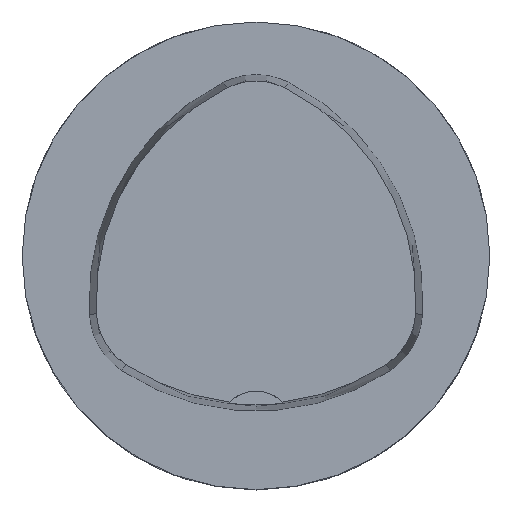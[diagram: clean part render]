
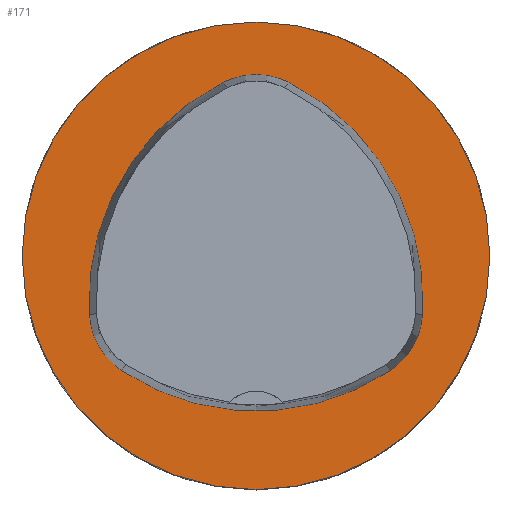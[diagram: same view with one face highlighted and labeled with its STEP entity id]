
A CAD part, top view. The second image highlights one B-rep face of the part: STEP entity #171.
In plain terms, the highlighted planar face has unit normal (0, 0, 1).
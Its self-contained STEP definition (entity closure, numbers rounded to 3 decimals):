
#113=PLANE('',#742);
#171=ADVANCED_FACE('',(#217,#218),#113,.T.);
#217=FACE_BOUND('',#286,.T.);
#218=FACE_BOUND('',#287,.T.);
#286=EDGE_LOOP('',(#407));
#287=EDGE_LOOP('',(#408,#409,#410,#411,#412,#413));
#407=ORIENTED_EDGE('',*,*,#591,.F.);
#408=ORIENTED_EDGE('',*,*,#578,.T.);
#409=ORIENTED_EDGE('',*,*,#576,.T.);
#410=ORIENTED_EDGE('',*,*,#574,.T.);
#411=ORIENTED_EDGE('',*,*,#572,.T.);
#412=ORIENTED_EDGE('',*,*,#570,.T.);
#413=ORIENTED_EDGE('',*,*,#567,.T.);
#507=VERTEX_POINT('',#1076);
#508=VERTEX_POINT('',#1077);
#509=VERTEX_POINT('',#1082);
#510=VERTEX_POINT('',#1086);
#511=VERTEX_POINT('',#1090);
#512=VERTEX_POINT('',#1094);
#521=VERTEX_POINT('',#1126);
#567=EDGE_CURVE('',#507,#508,#639,.T.);
#570=EDGE_CURVE('',#509,#507,#640,.T.);
#572=EDGE_CURVE('',#510,#509,#641,.T.);
#574=EDGE_CURVE('',#511,#510,#642,.T.);
#576=EDGE_CURVE('',#512,#511,#643,.T.);
#578=EDGE_CURVE('',#508,#512,#644,.T.);
#591=EDGE_CURVE('',#521,#521,#645,.T.);
#639=CIRCLE('',#719,52.);
#640=CIRCLE('',#721,15.5);
#641=CIRCLE('',#723,52.);
#642=CIRCLE('',#725,15.5);
#643=CIRCLE('',#727,52.);
#644=CIRCLE('',#729,15.5);
#645=CIRCLE('',#741,50.);
#719=AXIS2_PLACEMENT_3D('',#1075,#845,#846);
#721=AXIS2_PLACEMENT_3D('',#1081,#851,#852);
#723=AXIS2_PLACEMENT_3D('',#1085,#856,#857);
#725=AXIS2_PLACEMENT_3D('',#1089,#861,#862);
#727=AXIS2_PLACEMENT_3D('',#1093,#866,#867);
#729=AXIS2_PLACEMENT_3D('',#1097,#871,#872);
#741=AXIS2_PLACEMENT_3D('',#1125,#903,#904);
#742=AXIS2_PLACEMENT_3D('',#1127,#905,#906);
#845=DIRECTION('',(0.,0.,-1.));
#846=DIRECTION('',(-0.5,0.866,0.));
#851=DIRECTION('',(0.,0.,-1.));
#852=DIRECTION('',(-0.5,0.866,0.));
#856=DIRECTION('',(0.,0.,-1.));
#857=DIRECTION('',(-0.5,0.866,0.));
#861=DIRECTION('',(0.,0.,-1.));
#862=DIRECTION('',(-0.5,0.866,0.));
#866=DIRECTION('',(0.,0.,-1.));
#867=DIRECTION('',(-0.5,0.866,0.));
#871=DIRECTION('',(0.,0.,-1.));
#872=DIRECTION('',(-0.5,0.866,0.));
#903=DIRECTION('',(0.,0.,-1.));
#904=DIRECTION('',(-1.,0.,0.));
#905=DIRECTION('',(0.,0.,1.));
#906=DIRECTION('',(1.,0.,0.));
#1075=CARTESIAN_POINT('',(-16.298,-9.409,0.));
#1076=CARTESIAN_POINT('',(6.921,37.119,0.));
#1077=CARTESIAN_POINT('',(35.607,-12.566,0.));
#1081=CARTESIAN_POINT('',(0.,23.25,0.));
#1082=CARTESIAN_POINT('',(-6.921,37.119,0.));
#1085=CARTESIAN_POINT('',(16.298,-9.409,0.));
#1086=CARTESIAN_POINT('',(-35.607,-12.566,0.));
#1089=CARTESIAN_POINT('',(-20.135,-11.625,0.));
#1090=CARTESIAN_POINT('',(-28.686,-24.553,0.));
#1093=CARTESIAN_POINT('',(0.,18.819,0.));
#1094=CARTESIAN_POINT('',(28.686,-24.553,0.));
#1097=CARTESIAN_POINT('',(20.135,-11.625,0.));
#1125=CARTESIAN_POINT('',(0.,0.,0.));
#1126=CARTESIAN_POINT('',(-50.,0.,0.));
#1127=CARTESIAN_POINT('',(0.,0.,0.));
